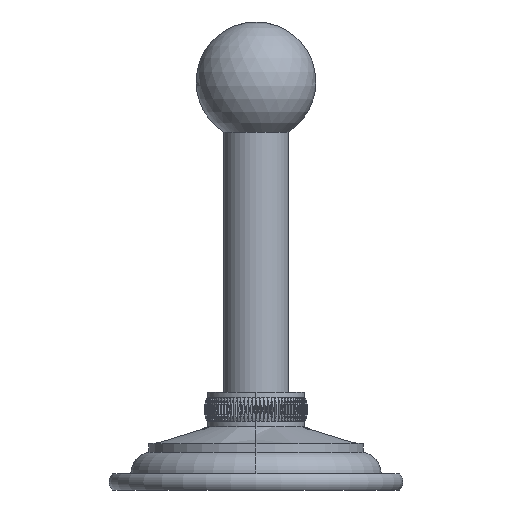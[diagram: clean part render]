
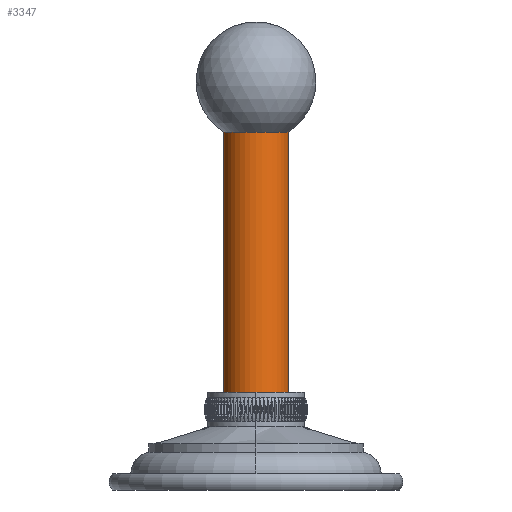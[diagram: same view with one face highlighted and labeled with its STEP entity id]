
A CAD part, left-side view. The second image highlights one B-rep face of the part: STEP entity #3347.
In plain terms, the highlighted cylindrical face has radius 6 mm (diameter 12 mm), a partial arc.
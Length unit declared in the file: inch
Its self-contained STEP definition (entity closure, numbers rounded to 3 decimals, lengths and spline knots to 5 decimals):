
#91=CARTESIAN_POINT('',(0.,0.,2.472));
#92=DIRECTION('',(0.,0.,1.));
#93=DIRECTION('',(0.,1.,0.));
#94=AXIS2_PLACEMENT_3D('',#91,#92,#93);
#96=DIRECTION('',(0.,0.,1.));
#97=VECTOR('',#96,1.88145);
#98=CARTESIAN_POINT('',(0.,0.23622,0.59055));
#99=LINE('',#98,#97);
#100=DIRECTION('',(0.,0.,1.));
#101=VECTOR('',#100,1.88145);
#102=CARTESIAN_POINT('',(0.,-0.23622,0.59055));
#103=LINE('',#102,#101);
#119=CARTESIAN_POINT('',(0.,0.,0.59055));
#120=DIRECTION('',(0.,0.,-1.));
#121=DIRECTION('',(0.,-1.,0.));
#122=AXIS2_PLACEMENT_3D('',#119,#120,#121);
#3162=CARTESIAN_POINT('',(0.,0.23622,2.472));
#3164=VERTEX_POINT('',#3162);
#3166=CARTESIAN_POINT('',(0.,-0.23622,2.472));
#3167=VERTEX_POINT('',#3166);
#3194=CARTESIAN_POINT('',(0.,0.23622,0.59055));
#3195=CARTESIAN_POINT('',(0.,-0.23622,0.59055));
#3196=VERTEX_POINT('',#3194);
#3197=VERTEX_POINT('',#3195);
#3333=CARTESIAN_POINT('',(0.,0.,3.43529));
#3334=DIRECTION('',(0.,0.,-1.));
#3335=DIRECTION('',(0.,-1.,0.));
#3336=AXIS2_PLACEMENT_3D('',#3333,#3334,#3335);
#3337=CYLINDRICAL_SURFACE('',#3336,0.23622);
#3339=ORIENTED_EDGE('',*,*,#3338,.T.);
#3341=ORIENTED_EDGE('',*,*,#3340,.T.);
#3342=ORIENTED_EDGE('',*,*,#3328,.T.);
#3344=ORIENTED_EDGE('',*,*,#3343,.F.);
#3345=EDGE_LOOP('',(#3339,#3341,#3342,#3344));
#3346=FACE_OUTER_BOUND('',#3345,.F.);
#3347=ADVANCED_FACE('',(#3346),#3337,.T.);
#95=CIRCLE('',#94,0.23622);
#123=CIRCLE('',#122,0.23622);
#3328=EDGE_CURVE('',#3164,#3167,#95,.T.);
#3338=EDGE_CURVE('',#3197,#3196,#123,.T.);
#3340=EDGE_CURVE('',#3196,#3164,#99,.T.);
#3343=EDGE_CURVE('',#3197,#3167,#103,.T.);
